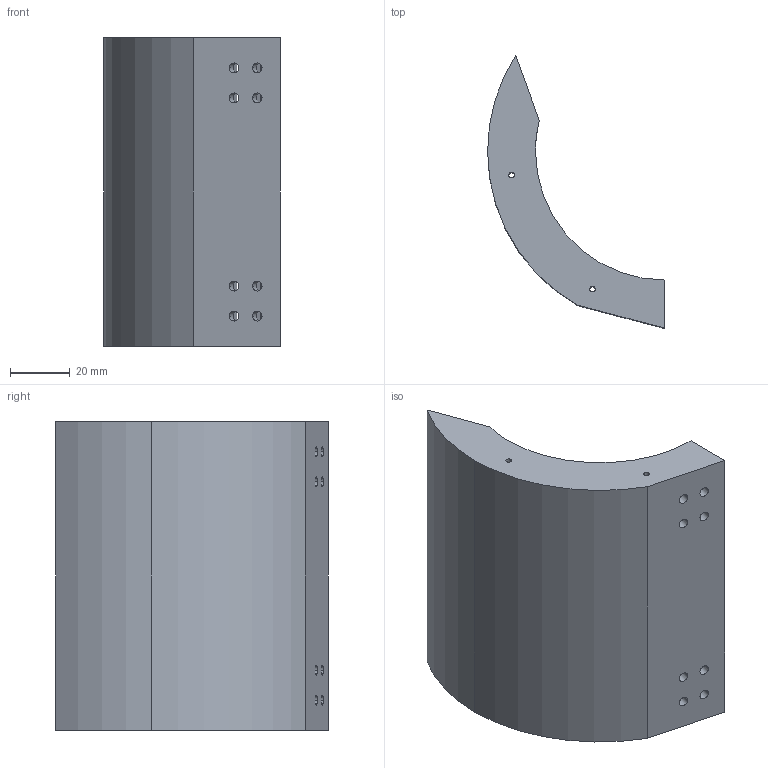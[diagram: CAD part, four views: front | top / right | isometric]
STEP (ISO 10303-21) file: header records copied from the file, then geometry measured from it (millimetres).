
FILE_DESCRIPTION (( 'STEP AP214' ), '1' );
FILE_NAME ('wristBandMiddleB.STEP', '2026-01-01T23:18:42', ( '' ), ( '' ), 'SwSTEP 2.0', 'SolidWorks 2026', '' );
FILE_SCHEMA (( 'AUTOMOTIVE_DESIGN' ));
Length unit declared in the file: millimetre
Products named in the file (1): wristBandMiddleB
Bounding box: 59 x 90.92 x 102.8 mm (x, y, z)
Volume: 161945.3 mm3; surface area: 31115 mm2
Topology: 1 solids, 1 shells, 85 faces, 225 edges, 150 vertices
Faces by surface type: plane 61, cylinder 24
Entity records: 2690 total; most frequent: CARTESIAN_POINT 581, ORIENTED_EDGE 450, DIRECTION 405, EDGE_CURVE 225, VERTEX_POINT 150, LINE 137, VECTOR 137, AXIS2_PLACEMENT_3D 134
